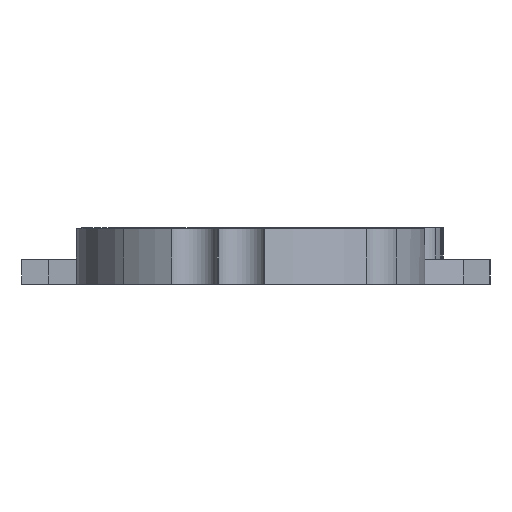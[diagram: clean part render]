
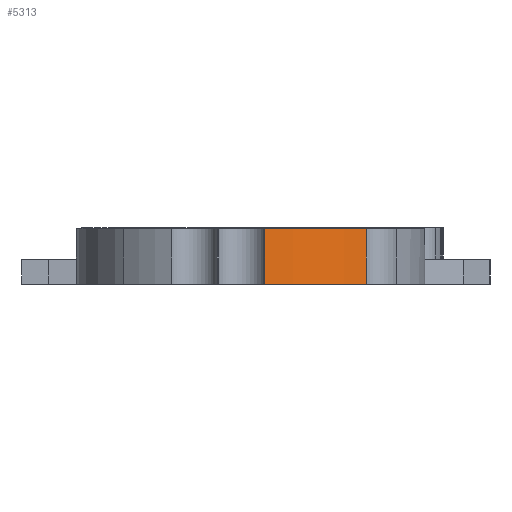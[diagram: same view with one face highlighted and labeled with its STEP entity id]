
A CAD part, left-side view. The second image highlights one B-rep face of the part: STEP entity #5313.
In plain terms, the highlighted cylindrical face has radius 7.47 mm (diameter 14.94 mm), a partial arc.
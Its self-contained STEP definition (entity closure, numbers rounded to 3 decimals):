
#166=FACE_OUTER_BOUND('',#457,.T.);
#457=EDGE_LOOP('',(#3620,#3621,#3622,#3623));
#769=CIRCLE('',#5668,7.47);
#770=CIRCLE('',#5669,7.47);
#1329=LINE('',#8601,#1699);
#1330=LINE('',#8607,#1700);
#1699=VECTOR('',#6680,10.);
#1700=VECTOR('',#6687,10.);
#2065=VERTEX_POINT('',#8597);
#2066=VERTEX_POINT('',#8599);
#2067=VERTEX_POINT('',#8603);
#2068=VERTEX_POINT('',#8605);
#2678=EDGE_CURVE('',#2065,#2066,#1329,.T.);
#2679=EDGE_CURVE('',#2067,#2065,#769,.T.);
#2680=EDGE_CURVE('',#2068,#2066,#770,.T.);
#2681=EDGE_CURVE('',#2067,#2068,#1330,.T.);
#3620=ORIENTED_EDGE('',*,*,#2679,.T.);
#3621=ORIENTED_EDGE('',*,*,#2678,.T.);
#3622=ORIENTED_EDGE('',*,*,#2680,.F.);
#3623=ORIENTED_EDGE('',*,*,#2681,.F.);
#5043=CYLINDRICAL_SURFACE('',#5667,7.47);
#5313=ADVANCED_FACE('',(#166),#5043,.T.);
#5667=AXIS2_PLACEMENT_3D('',#8602,#6681,#6682);
#5668=AXIS2_PLACEMENT_3D('',#8604,#6683,#6684);
#5669=AXIS2_PLACEMENT_3D('',#8606,#6685,#6686);
#6680=DIRECTION('',(0.,0.,1.));
#6681=DIRECTION('center_axis',(0.,0.,1.));
#6682=DIRECTION('ref_axis',(-0.992,-0.125,0.));
#6683=DIRECTION('center_axis',(0.,0.,1.));
#6684=DIRECTION('ref_axis',(-0.992,-0.125,0.));
#6685=DIRECTION('center_axis',(0.,0.,1.));
#6686=DIRECTION('ref_axis',(-0.992,-0.125,0.));
#6687=DIRECTION('',(0.,0.,1.));
#8597=CARTESIAN_POINT('',(3.224,-23.442,0.));
#8599=CARTESIAN_POINT('',(3.224,-23.442,2.26));
#8601=CARTESIAN_POINT('',(3.224,-23.442,0.));
#8602=CARTESIAN_POINT('Origin',(8.708,-18.37,0.));
#8603=CARTESIAN_POINT('',(1.297,-19.305,0.));
#8604=CARTESIAN_POINT('Origin',(8.708,-18.37,0.));
#8605=CARTESIAN_POINT('',(1.297,-19.305,2.26));
#8606=CARTESIAN_POINT('Origin',(8.708,-18.37,2.26));
#8607=CARTESIAN_POINT('',(1.297,-19.305,0.));
